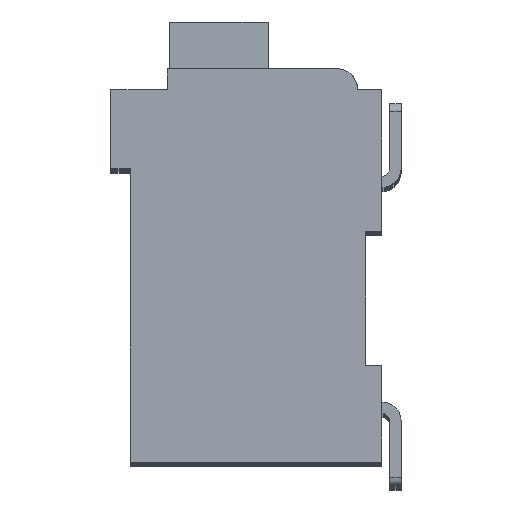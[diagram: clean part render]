
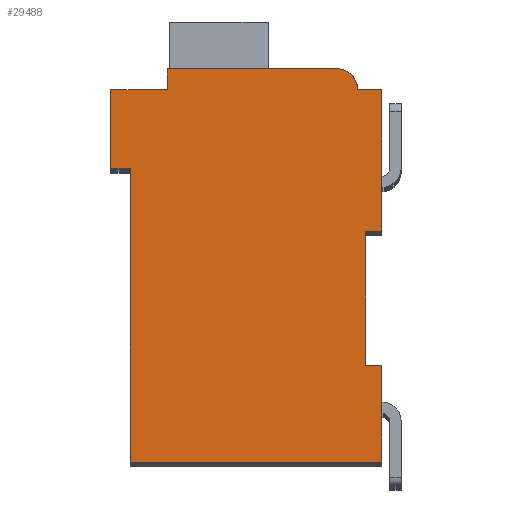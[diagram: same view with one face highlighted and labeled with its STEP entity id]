
A CAD part, top view. The second image highlights one B-rep face of the part: STEP entity #29488.
In plain terms, the highlighted planar face has unit normal (0, 0, 1).
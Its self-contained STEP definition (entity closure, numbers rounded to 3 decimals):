
#3282=DIRECTION('',(1.,0.,0.));
#3283=VECTOR('',#3282,0.5);
#3284=CARTESIAN_POINT('',(7.3,7.15,2.1));
#3285=LINE('',#3284,#3283);
#3286=DIRECTION('',(0.,1.,0.));
#3287=VECTOR('',#3286,4.15);
#3288=CARTESIAN_POINT('',(7.3,3.,2.1));
#3289=LINE('',#3288,#3287);
#3290=DIRECTION('',(-1.,0.,0.));
#3291=VECTOR('',#3290,0.5);
#3292=CARTESIAN_POINT('',(7.8,3.,2.1));
#3293=LINE('',#3292,#3291);
#3294=DIRECTION('',(0.,1.,0.));
#3295=VECTOR('',#3294,3.);
#3296=CARTESIAN_POINT('',(7.8,0.,2.1));
#3297=LINE('',#3296,#3295);
#3298=DIRECTION('',(1.,0.,0.));
#3299=VECTOR('',#3298,7.8);
#3300=CARTESIAN_POINT('',(0.,0.,2.1));
#3301=LINE('',#3300,#3299);
#3302=DIRECTION('',(0.,-1.,0.));
#3303=VECTOR('',#3302,9.1);
#3304=CARTESIAN_POINT('',(0.,9.1,2.1));
#3305=LINE('',#3304,#3303);
#3306=DIRECTION('',(1.,0.,0.));
#3307=VECTOR('',#3306,0.6);
#3308=CARTESIAN_POINT('',(-0.6,9.1,2.1));
#3309=LINE('',#3308,#3307);
#3310=DIRECTION('',(0.,-1.,0.));
#3311=VECTOR('',#3310,2.45);
#3312=CARTESIAN_POINT('',(-0.6,11.55,2.1));
#3313=LINE('',#3312,#3311);
#3314=DIRECTION('',(-1.,0.,0.));
#3315=VECTOR('',#3314,1.75);
#3316=CARTESIAN_POINT('',(1.15,11.55,2.1));
#3317=LINE('',#3316,#3315);
#3318=DIRECTION('',(0.,-1.,0.));
#3319=VECTOR('',#3318,0.65);
#3320=CARTESIAN_POINT('',(1.15,12.2,2.1));
#3321=LINE('',#3320,#3319);
#3322=DIRECTION('',(-1.,0.,0.));
#3323=VECTOR('',#3322,5.25);
#3324=CARTESIAN_POINT('',(6.4,12.2,2.1));
#3325=LINE('',#3324,#3323);
#3326=CARTESIAN_POINT('',(6.4,11.55,2.1));
#3327=DIRECTION('',(0.,0.,1.));
#3328=DIRECTION('',(1.,0.,0.));
#3329=AXIS2_PLACEMENT_3D('',#3326,#3327,#3328);
#3331=DIRECTION('',(-1.,0.,0.));
#3332=VECTOR('',#3331,0.75);
#3333=CARTESIAN_POINT('',(7.8,11.55,2.1));
#3334=LINE('',#3333,#3332);
#3335=DIRECTION('',(0.,1.,0.));
#3336=VECTOR('',#3335,4.4);
#3337=CARTESIAN_POINT('',(7.8,7.15,2.1));
#3338=LINE('',#3337,#3336);
#20539=CARTESIAN_POINT('',(7.3,7.15,2.1));
#20540=CARTESIAN_POINT('',(7.8,7.15,2.1));
#20541=VERTEX_POINT('',#20539);
#20542=VERTEX_POINT('',#20540);
#20543=CARTESIAN_POINT('',(7.8,11.55,2.1));
#20544=VERTEX_POINT('',#20543);
#20545=CARTESIAN_POINT('',(7.05,11.55,2.1));
#20546=VERTEX_POINT('',#20545);
#20547=CARTESIAN_POINT('',(6.4,12.2,2.1));
#20548=VERTEX_POINT('',#20547);
#20549=CARTESIAN_POINT('',(1.15,12.2,2.1));
#20550=VERTEX_POINT('',#20549);
#20551=CARTESIAN_POINT('',(1.15,11.55,2.1));
#20552=VERTEX_POINT('',#20551);
#20553=CARTESIAN_POINT('',(-0.6,11.55,2.1));
#20554=VERTEX_POINT('',#20553);
#20555=CARTESIAN_POINT('',(-0.6,9.1,2.1));
#20556=VERTEX_POINT('',#20555);
#20557=CARTESIAN_POINT('',(0.,9.1,2.1));
#20558=VERTEX_POINT('',#20557);
#20559=CARTESIAN_POINT('',(0.,0.,2.1));
#20560=VERTEX_POINT('',#20559);
#20561=CARTESIAN_POINT('',(7.8,0.,2.1));
#20562=VERTEX_POINT('',#20561);
#20563=CARTESIAN_POINT('',(7.8,3.,2.1));
#20564=VERTEX_POINT('',#20563);
#20565=CARTESIAN_POINT('',(7.3,3.,2.1));
#20566=VERTEX_POINT('',#20565);
#29458=CARTESIAN_POINT('',(0.,0.,2.1));
#29459=DIRECTION('',(0.,0.,1.));
#29460=DIRECTION('',(1.,0.,0.));
#29461=AXIS2_PLACEMENT_3D('',#29458,#29459,#29460);
#29462=PLANE('',#29461);
#29463=ORIENTED_EDGE('',*,*,#26948,.F.);
#29464=ORIENTED_EDGE('',*,*,#27957,.F.);
#29466=ORIENTED_EDGE('',*,*,#29465,.F.);
#29468=ORIENTED_EDGE('',*,*,#29467,.F.);
#29469=ORIENTED_EDGE('',*,*,#28953,.F.);
#29470=ORIENTED_EDGE('',*,*,#28766,.F.);
#29472=ORIENTED_EDGE('',*,*,#29471,.F.);
#29474=ORIENTED_EDGE('',*,*,#29473,.F.);
#29476=ORIENTED_EDGE('',*,*,#29475,.F.);
#29478=ORIENTED_EDGE('',*,*,#29477,.F.);
#29480=ORIENTED_EDGE('',*,*,#29479,.F.);
#29482=ORIENTED_EDGE('',*,*,#29481,.F.);
#29484=ORIENTED_EDGE('',*,*,#29483,.F.);
#29485=ORIENTED_EDGE('',*,*,#27493,.F.);
#29486=EDGE_LOOP('',(#29463,#29464,#29466,#29468,#29469,#29470,#29472,#29474,
#29476,#29478,#29480,#29482,#29484,#29485));
#29487=FACE_OUTER_BOUND('',#29486,.F.);
#3330=CIRCLE('',#3329,0.65);
#26948=EDGE_CURVE('',#20541,#20542,#3285,.T.);
#27493=EDGE_CURVE('',#20542,#20544,#3338,.T.);
#27957=EDGE_CURVE('',#20566,#20541,#3289,.T.);
#28766=EDGE_CURVE('',#20558,#20560,#3305,.T.);
#28953=EDGE_CURVE('',#20560,#20562,#3301,.T.);
#29465=EDGE_CURVE('',#20564,#20566,#3293,.T.);
#29467=EDGE_CURVE('',#20562,#20564,#3297,.T.);
#29471=EDGE_CURVE('',#20556,#20558,#3309,.T.);
#29473=EDGE_CURVE('',#20554,#20556,#3313,.T.);
#29475=EDGE_CURVE('',#20552,#20554,#3317,.T.);
#29477=EDGE_CURVE('',#20550,#20552,#3321,.T.);
#29479=EDGE_CURVE('',#20548,#20550,#3325,.T.);
#29481=EDGE_CURVE('',#20546,#20548,#3330,.T.);
#29483=EDGE_CURVE('',#20544,#20546,#3334,.T.);
#29488=ADVANCED_FACE('',(#29487),#29462,.T.);
